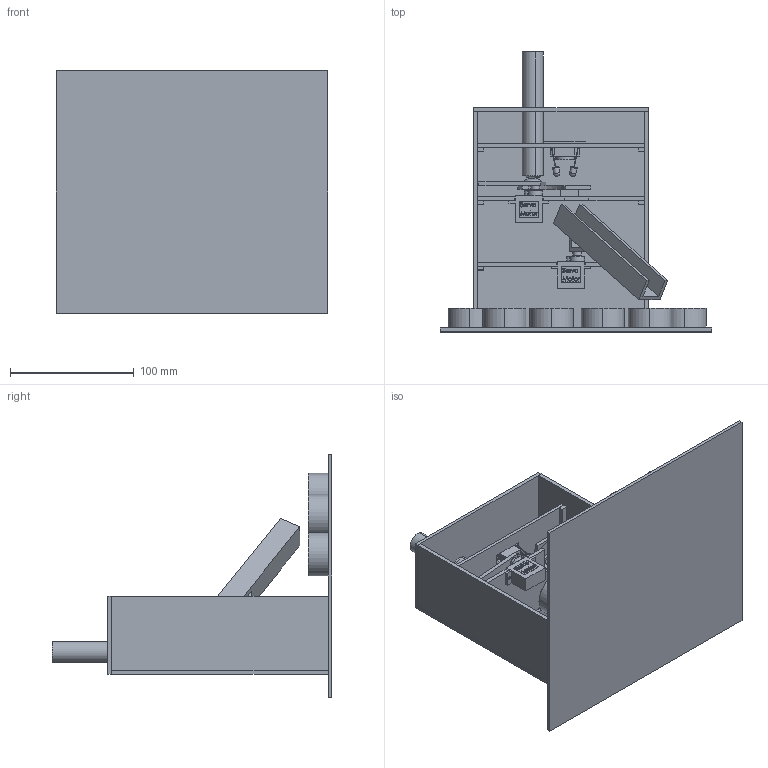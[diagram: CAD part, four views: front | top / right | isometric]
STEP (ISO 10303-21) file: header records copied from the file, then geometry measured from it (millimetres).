
FILE_DESCRIPTION (( 'STEP AP214' ), '1' );
FILE_NAME ('Arduino Project - Color Sorting Machine.STEP', '2016-07-13T16:42:03', ( '' ), ( '' ), 'SwSTEP 2.0', 'SolidWorks 2015', '' );
FILE_SCHEMA (( 'AUTOMOTIVE_DESIGN' ));
Length unit declared in the file: millimetre
Products named in the file (20): Base03; Charger; Servo Motor; TopLid; Sliding platform; BackLid; Base01; Slider; Support02; Part6^Arduino Project - Color Sorting Machine; Servo Motor Link; Base02; Servo Motor Assembly; SideLid; Skittle; Arduino Project - Color Sorting Machine; Slider Support; Support01; Rotary platform; TCS3200 Sensor 3D Model
Assembly tree (39 placements, depth 3):
  Arduino Project - Color Sorting Machine
    Base02
    Rotary platform
    Sliding platform
    Support02  x2
    Base01
    Servo Motor Assembly  x2
      Servo Motor
      Servo Motor Link
    Slider Support
    Slider
    SideLid  x2
    BackLid
    Base03
    TCS3200 Sensor 3D Model
    TopLid
    Charger
    Part6^Arduino Project - Color Sorting Machine
    Skittle  x13
    Support01  x6
Bounding box: 219.23 x 226 x 196.09 mm (x, y, z)
Volume: 431807.6 mm3; surface area: 318909.4 mm2
Topology: 39 solids, 39 shells, 766 faces, 1812 edges, 1184 vertices
Faces by surface type: plane 408, bspline 184, cylinder 166, sphere 8
Entity records: 20212 total; most frequent: CARTESIAN_POINT 6230, ORIENTED_EDGE 2154, DIRECTION 2019, EDGE_CURVE 1077, VERTEX_POINT 714, AXIS2_PLACEMENT_3D 679, VECTOR 661, LINE 661
